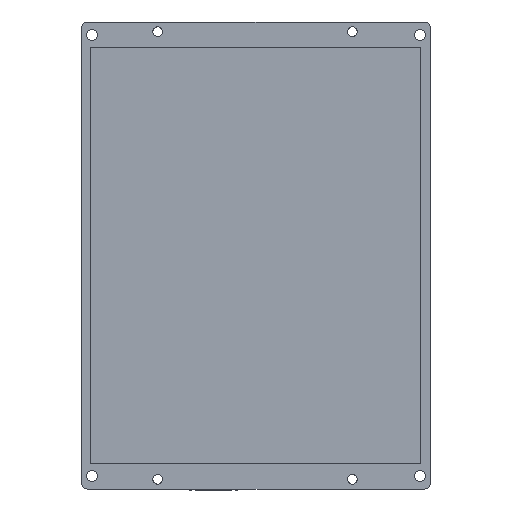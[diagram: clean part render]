
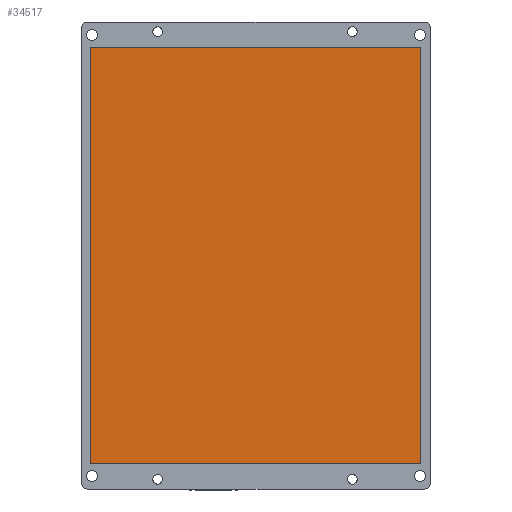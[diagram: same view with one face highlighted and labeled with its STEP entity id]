
A CAD part, front view. The second image highlights one B-rep face of the part: STEP entity #34517.
In plain terms, the highlighted planar face has unit normal (0, -1, 0).
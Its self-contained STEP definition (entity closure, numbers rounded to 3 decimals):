
#393=PLANE('',#36717);
#1797=FACE_OUTER_BOUND('',#3669,.T.);
#3669=EDGE_LOOP('',(#23372,#23373,#23374,#23375));
#5626=LINE('',#48983,#9826);
#5627=LINE('',#48985,#9827);
#5628=LINE('',#48987,#9828);
#5629=LINE('',#48988,#9829);
#9826=VECTOR('',#39485,10.);
#9827=VECTOR('',#39486,10.);
#9828=VECTOR('',#39487,10.);
#9829=VECTOR('',#39488,10.);
#14825=VERTEX_POINT('',#48981);
#14826=VERTEX_POINT('',#48982);
#14827=VERTEX_POINT('',#48984);
#14828=VERTEX_POINT('',#48986);
#18147=EDGE_CURVE('',#14825,#14826,#5626,.T.);
#18148=EDGE_CURVE('',#14826,#14827,#5627,.T.);
#18149=EDGE_CURVE('',#14827,#14828,#5628,.T.);
#18150=EDGE_CURVE('',#14828,#14825,#5629,.T.);
#23372=ORIENTED_EDGE('',*,*,#18147,.T.);
#23373=ORIENTED_EDGE('',*,*,#18148,.T.);
#23374=ORIENTED_EDGE('',*,*,#18149,.T.);
#23375=ORIENTED_EDGE('',*,*,#18150,.T.);
#34517=ADVANCED_FACE('',(#1797),#393,.T.);
#36717=AXIS2_PLACEMENT_3D('',#48980,#39483,#39484);
#39483=DIRECTION('center_axis',(0.,-1.,0.));
#39484=DIRECTION('ref_axis',(0.,0.,-1.));
#39485=DIRECTION('',(-1.,0.,0.));
#39486=DIRECTION('',(0.,0.,-1.));
#39487=DIRECTION('',(1.,0.,0.));
#39488=DIRECTION('',(0.,0.,1.));
#48980=CARTESIAN_POINT('Origin',(-50.7,-0.8,-63.95));
#48981=CARTESIAN_POINT('',(0.,-0.8,0.));
#48982=CARTESIAN_POINT('',(-101.4,-0.8,0.));
#48983=CARTESIAN_POINT('',(0.,-0.8,0.));
#48984=CARTESIAN_POINT('',(-101.4,-0.8,-127.9));
#48985=CARTESIAN_POINT('',(-101.4,-0.8,0.));
#48986=CARTESIAN_POINT('',(0.,-0.8,-127.9));
#48987=CARTESIAN_POINT('',(-101.4,-0.8,-127.9));
#48988=CARTESIAN_POINT('',(0.,-0.8,-127.9));
